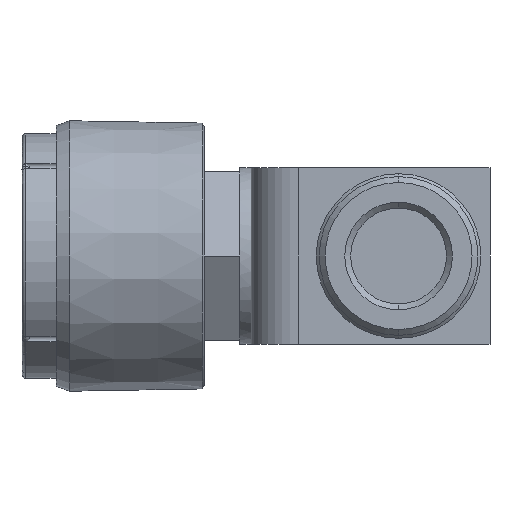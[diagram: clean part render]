
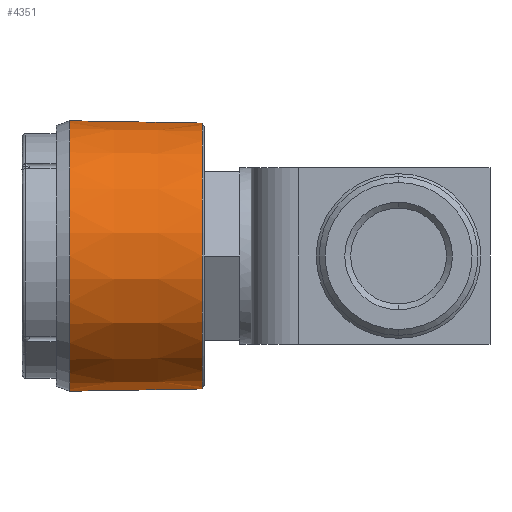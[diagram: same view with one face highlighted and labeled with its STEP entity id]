
A CAD part, left-side view. The second image highlights one B-rep face of the part: STEP entity #4351.
In plain terms, the highlighted conical face has half-angle 1 degrees and reference radius 11.303 mm.
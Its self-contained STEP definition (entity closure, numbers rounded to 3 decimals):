
#18 = VERTEX_POINT ( 'NONE', #795 ) ;
#73 = EDGE_CURVE ( 'NONE', #18, #74, #888, .T. ) ;
#74 = VERTEX_POINT ( 'NONE', #894 ) ;
#103 = EDGE_CURVE ( 'NONE', #195, #141, #970, .T. ) ;
#141 = VERTEX_POINT ( 'NONE', #1072 ) ;
#195 = VERTEX_POINT ( 'NONE', #1189 ) ;
#795 = CARTESIAN_POINT ( 'NONE',  ( 0., 24.475, -11.303 ) ) ;
#885 = DIRECTION ( 'NONE',  ( 0., 1., -0.017 ) ) ;
#886 = VECTOR ( 'NONE', #885, 1000. ) ;
#887 = CARTESIAN_POINT ( 'NONE',  ( 0., 24.475, -11.303 ) ) ;
#888 = LINE ( 'NONE', #887, #886 ) ;
#894 = CARTESIAN_POINT ( 'NONE',  ( 0., 35.75, -11.5 ) ) ;
#968 = VECTOR ( 'NONE', #973, 1000. ) ;
#969 = CARTESIAN_POINT ( 'NONE',  ( 0., 24.475, 11.303 ) ) ;
#970 = LINE ( 'NONE', #969, #968 ) ;
#973 = DIRECTION ( 'NONE',  ( 0., 1., 0.017 ) ) ;
#1072 = CARTESIAN_POINT ( 'NONE',  ( 0., 35.75, 11.5 ) ) ;
#1189 = CARTESIAN_POINT ( 'NONE',  ( 0., 24.475, 11.303 ) ) ;
#3488 = CARTESIAN_POINT ( 'NONE',  ( 0., 24.475, 0. ) ) ;
#3489 = AXIS2_PLACEMENT_3D ( 'NONE', #3488, #3550, #3549 ) ;
#3490 = CIRCLE ( 'NONE', #3489, 11.303 ) ;
#3524 = DIRECTION ( 'NONE',  ( 0., 0., 1. ) ) ;
#3539 = DIRECTION ( 'NONE',  ( 0., 1., 0. ) ) ;
#3540 = AXIS2_PLACEMENT_3D ( 'NONE', #3541, #3539, #3524 ) ;
#3541 = CARTESIAN_POINT ( 'NONE',  ( 0., 24.475, 0. ) ) ;
#3542 = CONICAL_SURFACE ( 'NONE', #3540, 11.303, 0.017 ) ;
#3543 = FACE_OUTER_BOUND ( 'NONE', #4352, .T. ) ;
#3544 = DIRECTION ( 'NONE',  ( 1., 0., 0. ) ) ;
#3545 = DIRECTION ( 'NONE',  ( 0., 1., 0. ) ) ;
#3546 = CARTESIAN_POINT ( 'NONE',  ( 0., 35.75, 0. ) ) ;
#3547 = AXIS2_PLACEMENT_3D ( 'NONE', #3546, #3545, #3544 ) ;
#3548 = CIRCLE ( 'NONE', #3547, 11.5 ) ;
#3549 = DIRECTION ( 'NONE',  ( 1., 0., 0. ) ) ;
#3550 = DIRECTION ( 'NONE',  ( 0., 1., 0. ) ) ;
#4345 = ORIENTED_EDGE ( 'NONE', *, *, #4346, .T. ) ;
#4346 = EDGE_CURVE ( 'NONE', #18, #195, #3490, .T. ) ;
#4347 = ORIENTED_EDGE ( 'NONE', *, *, #103, .T. ) ;
#4350 = EDGE_CURVE ( 'NONE', #74, #141, #3548, .T. ) ;
#4351 = ADVANCED_FACE ( 'NONE', ( #3543 ), #3542, .T. ) ;
#4352 = EDGE_LOOP ( 'NONE', ( #4481, #4345, #4347, #4477 ) ) ;
#4477 = ORIENTED_EDGE ( 'NONE', *, *, #4350, .F. ) ;
#4481 = ORIENTED_EDGE ( 'NONE', *, *, #73, .F. ) ;
